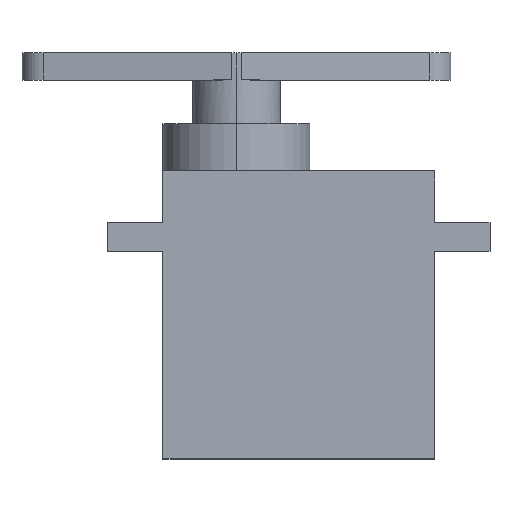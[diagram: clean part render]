
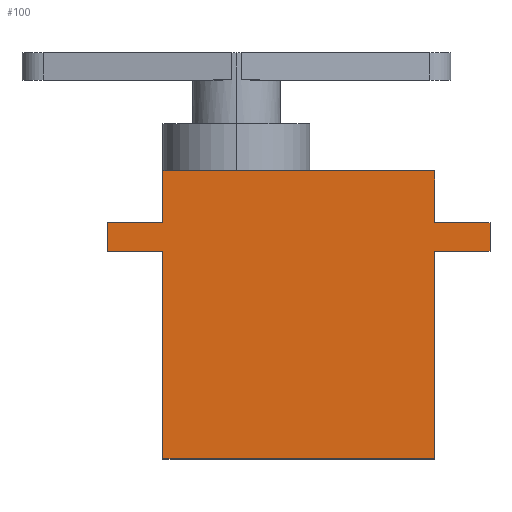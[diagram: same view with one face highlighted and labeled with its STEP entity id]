
A CAD part, top view. The second image highlights one B-rep face of the part: STEP entity #100.
In plain terms, the highlighted planar face has unit normal (0, 0, 1).
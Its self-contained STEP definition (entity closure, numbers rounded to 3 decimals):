
#4 = ORIENTED_EDGE ( 'NONE', *, *, #25, .T. ) ;
#5 = VECTOR ( 'NONE', #570, 1000. ) ;
#6 = DIRECTION ( 'NONE',  ( 0., -1., 0. ) ) ;
#22 = CARTESIAN_POINT ( 'NONE',  ( 0., 0., 6.225 ) ) ;
#25 = EDGE_CURVE ( 'NONE', #560, #214, #351, .T. ) ;
#36 = LINE ( 'NONE', #258, #76 ) ;
#40 = DIRECTION ( 'NONE',  ( 1., 0., 0. ) ) ;
#42 = VECTOR ( 'NONE', #586, 1000. ) ;
#66 = EDGE_CURVE ( 'NONE', #347, #480, #105, .T. ) ;
#72 = CARTESIAN_POINT ( 'NONE',  ( -11.5, 12.2, 6.225 ) ) ;
#76 = VECTOR ( 'NONE', #562, 1000. ) ;
#94 = DIRECTION ( 'NONE',  ( -1., 0., 0. ) ) ;
#100 = ADVANCED_FACE ( 'NONE', ( #552 ), #696, .F. ) ;
#105 = LINE ( 'NONE', #912, #361 ) ;
#119 = VERTEX_POINT ( 'NONE', #534 ) ;
#120 = DIRECTION ( 'NONE',  ( -1., 0., 0. ) ) ;
#126 = VERTEX_POINT ( 'NONE', #620 ) ;
#145 = LINE ( 'NONE', #788, #539 ) ;
#146 = ORIENTED_EDGE ( 'NONE', *, *, #692, .T. ) ;
#166 = LINE ( 'NONE', #694, #750 ) ;
#169 = LINE ( 'NONE', #328, #880 ) ;
#188 = LINE ( 'NONE', #868, #966 ) ;
#199 = CARTESIAN_POINT ( 'NONE',  ( -16.2, 7.8, 6.225 ) ) ;
#204 = EDGE_CURVE ( 'NONE', #119, #126, #188, .T. ) ;
#214 = VERTEX_POINT ( 'NONE', #487 ) ;
#221 = CARTESIAN_POINT ( 'NONE',  ( 11.5, 7.8, 6.225 ) ) ;
#230 = ORIENTED_EDGE ( 'NONE', *, *, #448, .T. ) ;
#242 = EDGE_CURVE ( 'NONE', #424, #716, #145, .T. ) ;
#244 = VERTEX_POINT ( 'NONE', #646 ) ;
#246 = EDGE_CURVE ( 'NONE', #587, #541, #330, .T. ) ;
#256 = ORIENTED_EDGE ( 'NONE', *, *, #246, .T. ) ;
#258 = CARTESIAN_POINT ( 'NONE',  ( 11.5, -12.2, 6.225 ) ) ;
#260 = ORIENTED_EDGE ( 'NONE', *, *, #204, .T. ) ;
#263 = ORIENTED_EDGE ( 'NONE', *, *, #817, .T. ) ;
#264 = LINE ( 'NONE', #584, #546 ) ;
#283 = DIRECTION ( 'NONE',  ( 0., 1., 0. ) ) ;
#328 = CARTESIAN_POINT ( 'NONE',  ( 11.5, 5.4, 6.225 ) ) ;
#330 = LINE ( 'NONE', #492, #5 ) ;
#332 = EDGE_LOOP ( 'NONE', ( #4, #263, #230, #858, #908, #563, #663, #882, #260, #686, #673, #256, #146 ) ) ;
#345 = EDGE_CURVE ( 'NONE', #126, #244, #36, .T. ) ;
#347 = VERTEX_POINT ( 'NONE', #865 ) ;
#351 = LINE ( 'NONE', #221, #758 ) ;
#356 = CARTESIAN_POINT ( 'NONE',  ( -11.5, 7.8, 6.225 ) ) ;
#361 = VECTOR ( 'NONE', #615, 1000. ) ;
#379 = EDGE_CURVE ( 'NONE', #716, #347, #506, .T. ) ;
#411 = DIRECTION ( 'NONE',  ( -1., 0., 0. ) ) ;
#424 = VERTEX_POINT ( 'NONE', #356 ) ;
#426 = AXIS2_PLACEMENT_3D ( 'NONE', #22, #766, #94 ) ;
#433 = CARTESIAN_POINT ( 'NONE',  ( -16.2, 5.4, 6.225 ) ) ;
#448 = EDGE_CURVE ( 'NONE', #641, #967, #962, .T. ) ;
#480 = VERTEX_POINT ( 'NONE', #602 ) ;
#487 = CARTESIAN_POINT ( 'NONE',  ( 11.5, 12.2, 6.225 ) ) ;
#492 = CARTESIAN_POINT ( 'NONE',  ( 16.2, 5.4, 6.225 ) ) ;
#506 = LINE ( 'NONE', #433, #42 ) ;
#534 = CARTESIAN_POINT ( 'NONE',  ( -11.5, -12.2, 6.225 ) ) ;
#537 = DIRECTION ( 'NONE',  ( 0., -1., 0. ) ) ;
#538 = CARTESIAN_POINT ( 'NONE',  ( 16.2, 5.4, 6.225 ) ) ;
#539 = VECTOR ( 'NONE', #871, 1000. ) ;
#541 = VERTEX_POINT ( 'NONE', #917 ) ;
#542 = CARTESIAN_POINT ( 'NONE',  ( -11.5, 12.2, 6.225 ) ) ;
#546 = VECTOR ( 'NONE', #120, 1000. ) ;
#552 = FACE_OUTER_BOUND ( 'NONE', #332, .T. ) ;
#555 = LINE ( 'NONE', #542, #578 ) ;
#560 = VERTEX_POINT ( 'NONE', #923 ) ;
#562 = DIRECTION ( 'NONE',  ( 0., 1., 0. ) ) ;
#563 = ORIENTED_EDGE ( 'NONE', *, *, #379, .T. ) ;
#570 = DIRECTION ( 'NONE',  ( 0., 1., 0. ) ) ;
#578 = VECTOR ( 'NONE', #411, 1000. ) ;
#584 = CARTESIAN_POINT ( 'NONE',  ( 11.5, 7.8, 6.225 ) ) ;
#586 = DIRECTION ( 'NONE',  ( 0., -1., 0. ) ) ;
#587 = VERTEX_POINT ( 'NONE', #538 ) ;
#594 = VECTOR ( 'NONE', #816, 1000. ) ;
#598 = EDGE_CURVE ( 'NONE', #967, #424, #166, .T. ) ;
#602 = CARTESIAN_POINT ( 'NONE',  ( -11.5, 5.4, 6.225 ) ) ;
#615 = DIRECTION ( 'NONE',  ( 1., 0., 0. ) ) ;
#620 = CARTESIAN_POINT ( 'NONE',  ( 11.5, -12.2, 6.225 ) ) ;
#641 = VERTEX_POINT ( 'NONE', #856 ) ;
#646 = CARTESIAN_POINT ( 'NONE',  ( 11.5, 5.4, 6.225 ) ) ;
#663 = ORIENTED_EDGE ( 'NONE', *, *, #66, .T. ) ;
#673 = ORIENTED_EDGE ( 'NONE', *, *, #862, .T. ) ;
#686 = ORIENTED_EDGE ( 'NONE', *, *, #345, .T. ) ;
#692 = EDGE_CURVE ( 'NONE', #541, #560, #264, .T. ) ;
#694 = CARTESIAN_POINT ( 'NONE',  ( -11.5, 7.8, 6.225 ) ) ;
#696 = PLANE ( 'NONE',  #426 ) ;
#716 = VERTEX_POINT ( 'NONE', #199 ) ;
#750 = VECTOR ( 'NONE', #6, 1000. ) ;
#758 = VECTOR ( 'NONE', #283, 1000. ) ;
#766 = DIRECTION ( 'NONE',  ( 0., 0., -1. ) ) ;
#767 = LINE ( 'NONE', #910, #878 ) ;
#769 = DIRECTION ( 'NONE',  ( 1., 0., 0. ) ) ;
#788 = CARTESIAN_POINT ( 'NONE',  ( -16.2, 7.8, 6.225 ) ) ;
#816 = DIRECTION ( 'NONE',  ( -1., 0., 0. ) ) ;
#817 = EDGE_CURVE ( 'NONE', #214, #641, #555, .T. ) ;
#856 = CARTESIAN_POINT ( 'NONE',  ( -5.275, 12.2, 6.225 ) ) ;
#858 = ORIENTED_EDGE ( 'NONE', *, *, #598, .T. ) ;
#862 = EDGE_CURVE ( 'NONE', #244, #587, #169, .T. ) ;
#865 = CARTESIAN_POINT ( 'NONE',  ( -16.2, 5.4, 6.225 ) ) ;
#868 = CARTESIAN_POINT ( 'NONE',  ( -11.5, -12.2, 6.225 ) ) ;
#871 = DIRECTION ( 'NONE',  ( -1., 0., 0. ) ) ;
#878 = VECTOR ( 'NONE', #537, 1000. ) ;
#880 = VECTOR ( 'NONE', #769, 1000. ) ;
#882 = ORIENTED_EDGE ( 'NONE', *, *, #902, .T. ) ;
#902 = EDGE_CURVE ( 'NONE', #480, #119, #767, .T. ) ;
#908 = ORIENTED_EDGE ( 'NONE', *, *, #242, .T. ) ;
#910 = CARTESIAN_POINT ( 'NONE',  ( -11.5, -12.2, 6.225 ) ) ;
#912 = CARTESIAN_POINT ( 'NONE',  ( -16.2, 5.4, 6.225 ) ) ;
#917 = CARTESIAN_POINT ( 'NONE',  ( 16.2, 7.8, 6.225 ) ) ;
#923 = CARTESIAN_POINT ( 'NONE',  ( 11.5, 7.8, 6.225 ) ) ;
#935 = CARTESIAN_POINT ( 'NONE',  ( -11.5, 12.2, 6.225 ) ) ;
#962 = LINE ( 'NONE', #72, #594 ) ;
#966 = VECTOR ( 'NONE', #40, 1000. ) ;
#967 = VERTEX_POINT ( 'NONE', #935 ) ;
